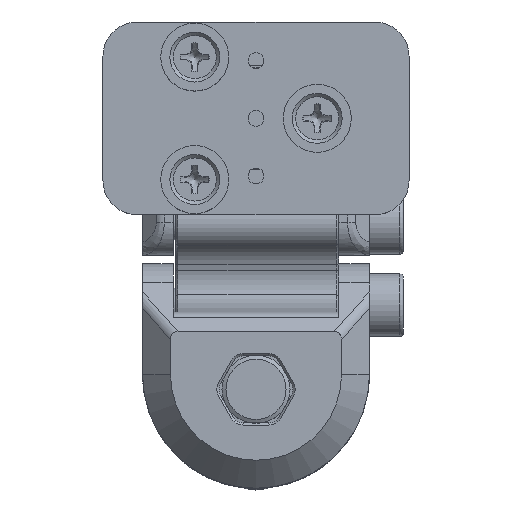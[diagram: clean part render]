
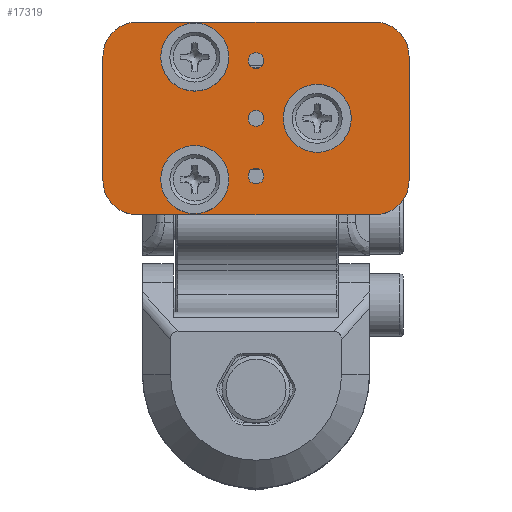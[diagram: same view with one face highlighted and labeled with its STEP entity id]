
A CAD part, top view. The second image highlights one B-rep face of the part: STEP entity #17319.
In plain terms, the highlighted planar face has unit normal (0, 0, 1).
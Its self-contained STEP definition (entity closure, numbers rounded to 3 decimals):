
#2206=CIRCLE('',#18835,1.2);
#2207=CIRCLE('',#18836,1.2);
#2208=CIRCLE('',#18837,1.2);
#2209=CIRCLE('',#18838,0.7);
#2210=CIRCLE('',#18839,0.7);
#2211=CIRCLE('',#18840,0.7);
#2212=CIRCLE('',#18841,3.);
#2213=CIRCLE('',#18842,3.);
#2214=CIRCLE('',#18843,3.);
#2215=CIRCLE('',#18844,3.);
#6874=ORIENTED_EDGE('',*,*,#9397,.T.);
#6875=ORIENTED_EDGE('',*,*,#9398,.T.);
#6876=ORIENTED_EDGE('',*,*,#9399,.T.);
#6877=ORIENTED_EDGE('',*,*,#9400,.T.);
#6878=ORIENTED_EDGE('',*,*,#9401,.T.);
#6879=ORIENTED_EDGE('',*,*,#9402,.T.);
#6880=ORIENTED_EDGE('',*,*,#9403,.F.);
#6881=ORIENTED_EDGE('',*,*,#9404,.F.);
#6882=ORIENTED_EDGE('',*,*,#9405,.F.);
#6883=ORIENTED_EDGE('',*,*,#9406,.F.);
#6884=ORIENTED_EDGE('',*,*,#9407,.F.);
#6885=ORIENTED_EDGE('',*,*,#9408,.F.);
#6886=ORIENTED_EDGE('',*,*,#9409,.F.);
#6887=ORIENTED_EDGE('',*,*,#9410,.F.);
#9397=EDGE_CURVE('',#10738,#10738,#2206,.T.);
#9398=EDGE_CURVE('',#10739,#10739,#2207,.T.);
#9399=EDGE_CURVE('',#10740,#10740,#2208,.T.);
#9400=EDGE_CURVE('',#10741,#10741,#2209,.T.);
#9401=EDGE_CURVE('',#10742,#10742,#2210,.T.);
#9402=EDGE_CURVE('',#10743,#10743,#2211,.T.);
#9403=EDGE_CURVE('',#10744,#10745,#2212,.T.);
#9404=EDGE_CURVE('',#10746,#10744,#11913,.T.);
#9405=EDGE_CURVE('',#10747,#10746,#2213,.T.);
#9406=EDGE_CURVE('',#10748,#10747,#11914,.T.);
#9407=EDGE_CURVE('',#10749,#10748,#2214,.T.);
#9408=EDGE_CURVE('',#10750,#10749,#11915,.T.);
#9409=EDGE_CURVE('',#10751,#10750,#2215,.T.);
#9410=EDGE_CURVE('',#10745,#10751,#11916,.T.);
#10738=VERTEX_POINT('',#39536);
#10739=VERTEX_POINT('',#39538);
#10740=VERTEX_POINT('',#39540);
#10741=VERTEX_POINT('',#39542);
#10742=VERTEX_POINT('',#39544);
#10743=VERTEX_POINT('',#39546);
#10744=VERTEX_POINT('',#39548);
#10745=VERTEX_POINT('',#39549);
#10746=VERTEX_POINT('',#39551);
#10747=VERTEX_POINT('',#39553);
#10748=VERTEX_POINT('',#39555);
#10749=VERTEX_POINT('',#39557);
#10750=VERTEX_POINT('',#39559);
#10751=VERTEX_POINT('',#39561);
#11913=LINE('',#39550,#13045);
#11914=LINE('',#39554,#13046);
#11915=LINE('',#39558,#13047);
#11916=LINE('',#39562,#13048);
#13045=VECTOR('',#22587,1000.);
#13046=VECTOR('',#22590,1000.);
#13047=VECTOR('',#22593,1000.);
#13048=VECTOR('',#22596,1000.);
#14370=EDGE_LOOP('',(#6874));
#14371=EDGE_LOOP('',(#6875));
#14372=EDGE_LOOP('',(#6876));
#14373=EDGE_LOOP('',(#6877));
#14374=EDGE_LOOP('',(#6878));
#14375=EDGE_LOOP('',(#6879));
#14376=EDGE_LOOP('',(#6880,#6881,#6882,#6883,#6884,#6885,#6886,#6887));
#15744=FACE_BOUND('',#14370,.T.);
#15745=FACE_BOUND('',#14371,.T.);
#15746=FACE_BOUND('',#14372,.T.);
#15747=FACE_BOUND('',#14373,.T.);
#15748=FACE_BOUND('',#14374,.T.);
#15749=FACE_BOUND('',#14375,.T.);
#15750=FACE_BOUND('',#14376,.T.);
#16134=PLANE('',#18834);
#17319=ADVANCED_FACE('',(#15744,#15745,#15746,#15747,#15748,#15749,#15750),
#16134,.T.);
#18834=AXIS2_PLACEMENT_3D('',#39534,#22571,#22572);
#18835=AXIS2_PLACEMENT_3D('',#39535,#22573,#22574);
#18836=AXIS2_PLACEMENT_3D('',#39537,#22575,#22576);
#18837=AXIS2_PLACEMENT_3D('',#39539,#22577,#22578);
#18838=AXIS2_PLACEMENT_3D('',#39541,#22579,#22580);
#18839=AXIS2_PLACEMENT_3D('',#39543,#22581,#22582);
#18840=AXIS2_PLACEMENT_3D('',#39545,#22583,#22584);
#18841=AXIS2_PLACEMENT_3D('',#39547,#22585,#22586);
#18842=AXIS2_PLACEMENT_3D('',#39552,#22588,#22589);
#18843=AXIS2_PLACEMENT_3D('',#39556,#22591,#22592);
#18844=AXIS2_PLACEMENT_3D('',#39560,#22594,#22595);
#22571=DIRECTION('',(0.,0.,1.));
#22572=DIRECTION('',(1.,0.,0.));
#22573=DIRECTION('',(0.,0.,-1.));
#22574=DIRECTION('',(1.,0.,0.));
#22575=DIRECTION('',(0.,0.,-1.));
#22576=DIRECTION('',(1.,0.,0.));
#22577=DIRECTION('',(0.,0.,-1.));
#22578=DIRECTION('',(1.,0.,0.));
#22579=DIRECTION('',(0.,0.,-1.));
#22580=DIRECTION('',(1.,0.,0.));
#22581=DIRECTION('',(0.,0.,-1.));
#22582=DIRECTION('',(1.,0.,0.));
#22583=DIRECTION('',(0.,0.,-1.));
#22584=DIRECTION('',(1.,0.,0.));
#22585=DIRECTION('',(0.,0.,-1.));
#22586=DIRECTION('',(0.707,0.707,0.));
#22587=DIRECTION('',(1.,0.,0.));
#22588=DIRECTION('',(0.,0.,-1.));
#22589=DIRECTION('',(-0.707,0.707,0.));
#22590=DIRECTION('',(0.,1.,0.));
#22591=DIRECTION('',(0.,0.,-1.));
#22592=DIRECTION('',(-0.707,-0.707,0.));
#22593=DIRECTION('',(-1.,0.,0.));
#22594=DIRECTION('',(0.,0.,-1.));
#22595=DIRECTION('',(0.707,-0.707,0.));
#22596=DIRECTION('',(0.,-1.,0.));
#39534=CARTESIAN_POINT('',(13.5,-8.5,0.));
#39535=CARTESIAN_POINT('',(8.1,-13.9,0.));
#39536=CARTESIAN_POINT('',(9.3,-13.9,0.));
#39537=CARTESIAN_POINT('',(18.9,-8.5,0.));
#39538=CARTESIAN_POINT('',(20.1,-8.5,0.));
#39539=CARTESIAN_POINT('',(8.1,-3.1,0.));
#39540=CARTESIAN_POINT('',(9.3,-3.1,0.));
#39541=CARTESIAN_POINT('',(13.5,-13.58,0.));
#39542=CARTESIAN_POINT('',(14.2,-13.58,0.));
#39543=CARTESIAN_POINT('',(13.5,-3.42,0.));
#39544=CARTESIAN_POINT('',(14.2,-3.42,0.));
#39545=CARTESIAN_POINT('',(13.5,-8.5,0.));
#39546=CARTESIAN_POINT('',(14.2,-8.5,0.));
#39547=CARTESIAN_POINT('',(24.,-3.,0.));
#39548=CARTESIAN_POINT('',(24.,0.,0.));
#39549=CARTESIAN_POINT('',(27.,-3.,0.));
#39550=CARTESIAN_POINT('',(0.,0.,0.));
#39551=CARTESIAN_POINT('',(3.,0.,0.));
#39552=CARTESIAN_POINT('',(3.,-3.,0.));
#39553=CARTESIAN_POINT('',(0.,-3.,0.));
#39554=CARTESIAN_POINT('',(0.,-17.,0.));
#39555=CARTESIAN_POINT('',(0.,-14.,0.));
#39556=CARTESIAN_POINT('',(3.,-14.,0.));
#39557=CARTESIAN_POINT('',(3.,-17.,0.));
#39558=CARTESIAN_POINT('',(27.,-17.,0.));
#39559=CARTESIAN_POINT('',(24.,-17.,0.));
#39560=CARTESIAN_POINT('',(24.,-14.,0.));
#39561=CARTESIAN_POINT('',(27.,-14.,0.));
#39562=CARTESIAN_POINT('',(27.,0.,0.));
